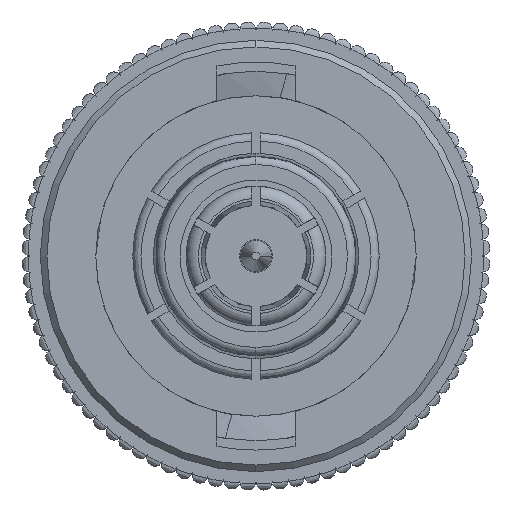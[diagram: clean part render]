
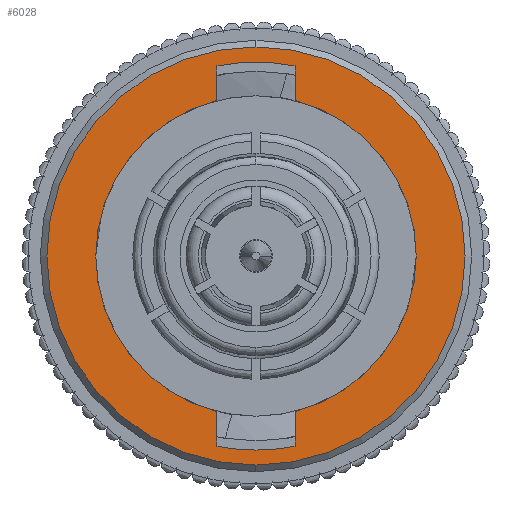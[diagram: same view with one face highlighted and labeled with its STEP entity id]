
A CAD part, left-side view. The second image highlights one B-rep face of the part: STEP entity #6028.
In plain terms, the highlighted face is planar.
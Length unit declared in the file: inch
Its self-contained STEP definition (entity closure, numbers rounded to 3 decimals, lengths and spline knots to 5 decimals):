
#57 = DIRECTION ( 'NONE',  ( 0., 0., 1. ) ) ;
#319 = DIRECTION ( 'NONE',  ( -1., 0., 0. ) ) ;
#359 = DIRECTION ( 'NONE',  ( 0., 0., 1. ) ) ;
#520 = EDGE_CURVE ( 'NONE', #15744, #17205, #5493, .T. ) ;
#915 = EDGE_CURVE ( 'NONE', #12698, #29334, #20982, .T. ) ;
#1738 = EDGE_CURVE ( 'NONE', #18235, #29334, #27198, .T. ) ;
#1790 = AXIS2_PLACEMENT_3D ( 'NONE', #14131, #26227, #6805 ) ;
#1994 = DIRECTION ( 'NONE',  ( 0., 0., -1. ) ) ;
#2383 = VERTEX_POINT ( 'NONE', #19142 ) ;
#2554 = AXIS2_PLACEMENT_3D ( 'NONE', #19424, #9900, #7115 ) ;
#2823 = VECTOR ( 'NONE', #17876, 39.37008 ) ;
#3277 = VERTEX_POINT ( 'NONE', #20816 ) ;
#4883 = CIRCLE ( 'NONE', #1790, 0.2545 ) ;
#5447 = EDGE_CURVE ( 'NONE', #18235, #2383, #21423, .T. ) ;
#5493 = CIRCLE ( 'NONE', #29793, 0.195 ) ;
#5972 = DIRECTION ( 'NONE',  ( -1., 0., 0. ) ) ;
#6028 = ADVANCED_FACE ( 'NONE', ( #29298, #22343 ), #9575, .F. ) ;
#6601 = CARTESIAN_POINT ( 'NONE',  ( 0., 0., 0. ) ) ;
#6734 = CIRCLE ( 'NONE', #18616, 0.2545 ) ;
#6805 = DIRECTION ( 'NONE',  ( 0., 0., 1. ) ) ;
#7115 = DIRECTION ( 'NONE',  ( 0., 0., 1. ) ) ;
#8002 = CARTESIAN_POINT ( 'NONE',  ( 0., 0.0475, 0.2314 ) ) ;
#8352 = DIRECTION ( 'NONE',  ( 1., 0., 0. ) ) ;
#9128 = AXIS2_PLACEMENT_3D ( 'NONE', #14805, #5972, #57 ) ;
#9208 = DIRECTION ( 'NONE',  ( -1., 0., 0. ) ) ;
#9250 = ORIENTED_EDGE ( 'NONE', *, *, #14785, .F. ) ;
#9575 = PLANE ( 'NONE',  #2554 ) ;
#9900 = DIRECTION ( 'NONE',  ( -1., 0., 0. ) ) ;
#10893 = LINE ( 'NONE', #20892, #22247 ) ;
#11142 = DIRECTION ( 'NONE',  ( 0., 0., -1. ) ) ;
#11852 = VERTEX_POINT ( 'NONE', #28541 ) ;
#12064 = EDGE_CURVE ( 'NONE', #11852, #12698, #26867, .T. ) ;
#12212 = DIRECTION ( 'NONE',  ( 1., 0., 0. ) ) ;
#12698 = VERTEX_POINT ( 'NONE', #23730 ) ;
#12941 = AXIS2_PLACEMENT_3D ( 'NONE', #15110, #12212, #359 ) ;
#13152 = VECTOR ( 'NONE', #1994, 39.37008 ) ;
#13793 = DIRECTION ( 'NONE',  ( 0., 0., 1. ) ) ;
#14131 = CARTESIAN_POINT ( 'NONE',  ( 0., 0., 0. ) ) ;
#14315 = VECTOR ( 'NONE', #11142, 39.37008 ) ;
#14785 = EDGE_CURVE ( 'NONE', #22049, #3277, #4883, .T. ) ;
#14805 = CARTESIAN_POINT ( 'NONE',  ( 0., 0., 0. ) ) ;
#15110 = CARTESIAN_POINT ( 'NONE',  ( 0., 0., 0. ) ) ;
#15370 = EDGE_CURVE ( 'NONE', #15744, #24554, #19822, .T. ) ;
#15744 = VERTEX_POINT ( 'NONE', #19945 ) ;
#15829 = CARTESIAN_POINT ( 'NONE',  ( 0., -0.0475, 0.2314 ) ) ;
#16131 = ORIENTED_EDGE ( 'NONE', *, *, #520, .T. ) ;
#16234 = CARTESIAN_POINT ( 'NONE',  ( 0., 0.0475, -0.18913 ) ) ;
#16735 = CARTESIAN_POINT ( 'NONE',  ( 0., -0.0475, -0.2314 ) ) ;
#17123 = CIRCLE ( 'NONE', #22290, 0.23622 ) ;
#17205 = VERTEX_POINT ( 'NONE', #16234 ) ;
#17312 = EDGE_LOOP ( 'NONE', ( #22493, #9250 ) ) ;
#17386 = ORIENTED_EDGE ( 'NONE', *, *, #15370, .F. ) ;
#17876 = DIRECTION ( 'NONE',  ( 0., 0., 1. ) ) ;
#18235 = VERTEX_POINT ( 'NONE', #29657 ) ;
#18616 = AXIS2_PLACEMENT_3D ( 'NONE', #22165, #319, #27662 ) ;
#18778 = ORIENTED_EDGE ( 'NONE', *, *, #915, .F. ) ;
#19142 = CARTESIAN_POINT ( 'NONE',  ( 0., -0.0475, -0.2314 ) ) ;
#19424 = CARTESIAN_POINT ( 'NONE',  ( 0., 0.195, 0. ) ) ;
#19664 = ORIENTED_EDGE ( 'NONE', *, *, #1738, .T. ) ;
#19822 = LINE ( 'NONE', #8002, #2823 ) ;
#19945 = CARTESIAN_POINT ( 'NONE',  ( 0., 0.0475, 0.18913 ) ) ;
#20811 = CIRCLE ( 'NONE', #25455, 0.23622 ) ;
#20816 = CARTESIAN_POINT ( 'NONE',  ( 0., 0., 0.2545 ) ) ;
#20892 = CARTESIAN_POINT ( 'NONE',  ( 0., 0.0475, -0.2314 ) ) ;
#20982 = LINE ( 'NONE', #15829, #14315 ) ;
#21255 = EDGE_LOOP ( 'NONE', ( #19664, #18778, #28409, #27459, #17386, #16131, #25424, #27148, #21599 ) ) ;
#21423 = LINE ( 'NONE', #16735, #13152 ) ;
#21430 = VERTEX_POINT ( 'NONE', #27606 ) ;
#21599 = ORIENTED_EDGE ( 'NONE', *, *, #5447, .F. ) ;
#22049 = VERTEX_POINT ( 'NONE', #29414 ) ;
#22072 = CARTESIAN_POINT ( 'NONE',  ( 0., 0.0475, 0.2314 ) ) ;
#22165 = CARTESIAN_POINT ( 'NONE',  ( 0., 0., 0. ) ) ;
#22247 = VECTOR ( 'NONE', #13793, 39.37008 ) ;
#22290 = AXIS2_PLACEMENT_3D ( 'NONE', #30703, #25844, #30864 ) ;
#22343 = FACE_BOUND ( 'NONE', #21255, .T. ) ;
#22493 = ORIENTED_EDGE ( 'NONE', *, *, #28218, .F. ) ;
#22671 = EDGE_CURVE ( 'NONE', #24554, #11852, #17123, .T. ) ;
#23730 = CARTESIAN_POINT ( 'NONE',  ( 0., -0.0475, 0.2314 ) ) ;
#24421 = EDGE_CURVE ( 'NONE', #2383, #21430, #20811, .T. ) ;
#24554 = VERTEX_POINT ( 'NONE', #22072 ) ;
#25424 = ORIENTED_EDGE ( 'NONE', *, *, #27892, .F. ) ;
#25455 = AXIS2_PLACEMENT_3D ( 'NONE', #25978, #8352, #28564 ) ;
#25844 = DIRECTION ( 'NONE',  ( 1., 0., 0. ) ) ;
#25874 = DIRECTION ( 'NONE',  ( 0., 0., 1. ) ) ;
#25978 = CARTESIAN_POINT ( 'NONE',  ( 0., 0., 0. ) ) ;
#26227 = DIRECTION ( 'NONE',  ( -1., 0., 0. ) ) ;
#26867 = CIRCLE ( 'NONE', #12941, 0.23622 ) ;
#27148 = ORIENTED_EDGE ( 'NONE', *, *, #24421, .F. ) ;
#27198 = CIRCLE ( 'NONE', #9128, 0.195 ) ;
#27459 = ORIENTED_EDGE ( 'NONE', *, *, #22671, .F. ) ;
#27606 = CARTESIAN_POINT ( 'NONE',  ( 0., 0.0475, -0.2314 ) ) ;
#27662 = DIRECTION ( 'NONE',  ( 0., 0., 1. ) ) ;
#27892 = EDGE_CURVE ( 'NONE', #21430, #17205, #10893, .T. ) ;
#28218 = EDGE_CURVE ( 'NONE', #3277, #22049, #6734, .T. ) ;
#28409 = ORIENTED_EDGE ( 'NONE', *, *, #12064, .F. ) ;
#28541 = CARTESIAN_POINT ( 'NONE',  ( 0., 0., 0.23622 ) ) ;
#28564 = DIRECTION ( 'NONE',  ( 0., 0., 1. ) ) ;
#29298 = FACE_OUTER_BOUND ( 'NONE', #17312, .T. ) ;
#29334 = VERTEX_POINT ( 'NONE', #31135 ) ;
#29414 = CARTESIAN_POINT ( 'NONE',  ( 0., 0., -0.2545 ) ) ;
#29657 = CARTESIAN_POINT ( 'NONE',  ( 0., -0.0475, -0.18913 ) ) ;
#29793 = AXIS2_PLACEMENT_3D ( 'NONE', #6601, #9208, #25874 ) ;
#30703 = CARTESIAN_POINT ( 'NONE',  ( 0., 0., 0. ) ) ;
#30864 = DIRECTION ( 'NONE',  ( 0., 0., 1. ) ) ;
#31135 = CARTESIAN_POINT ( 'NONE',  ( 0., -0.0475, 0.18913 ) ) ;
